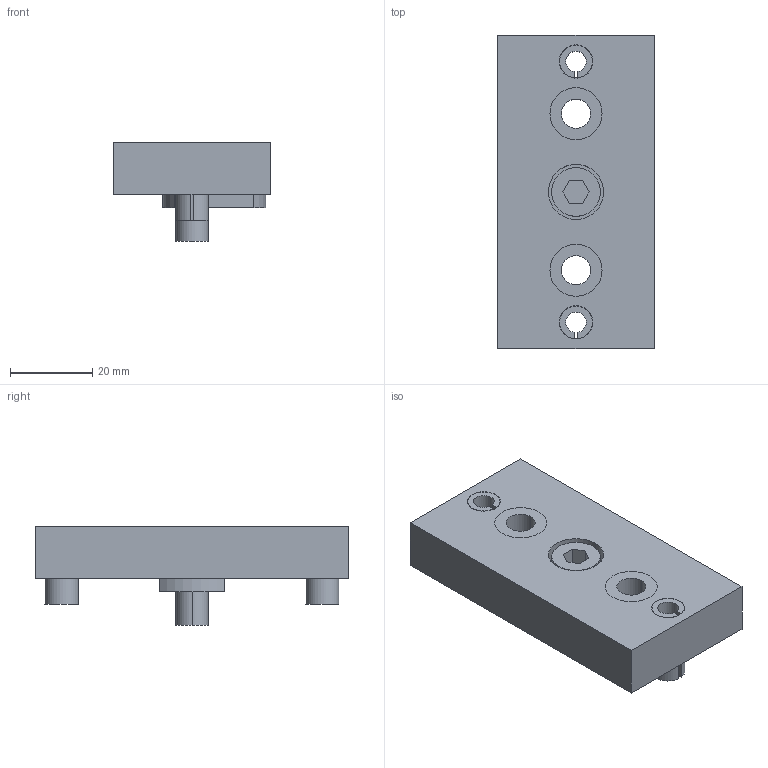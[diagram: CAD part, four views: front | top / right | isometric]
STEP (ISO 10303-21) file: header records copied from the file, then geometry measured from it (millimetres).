
FILE_DESCRIPTION((''),'2;1');
FILE_NAME('15AC7501.stp','2015-07-16T10:26:31',(''),(''),'Mechanical Desktop 2011','Mechanical Desktop 2011',', , ');
FILE_SCHEMA(('AUTOMOTIVE_DESIGN { 1 2 10303 214 1 1 1 1 }'));
Length unit declared in the file: inch
Products named in the file (1): Product
Bounding box: 38.1 x 76.2 x 24 mm (x, y, z)
Volume: 36936.7 mm3; surface area: 15736.5 mm2
Topology: 8 solids, 8 shells, 69 faces, 150 edges, 98 vertices
Faces by surface type: plane 35, cylinder 34
Entity records: 1984 total; most frequent: DIRECTION 358, CARTESIAN_POINT 318, ORIENTED_EDGE 300, EDGE_CURVE 150, AXIS2_PLACEMENT_3D 138, VERTEX_POINT 98, EDGE_LOOP 88, VECTOR 82
